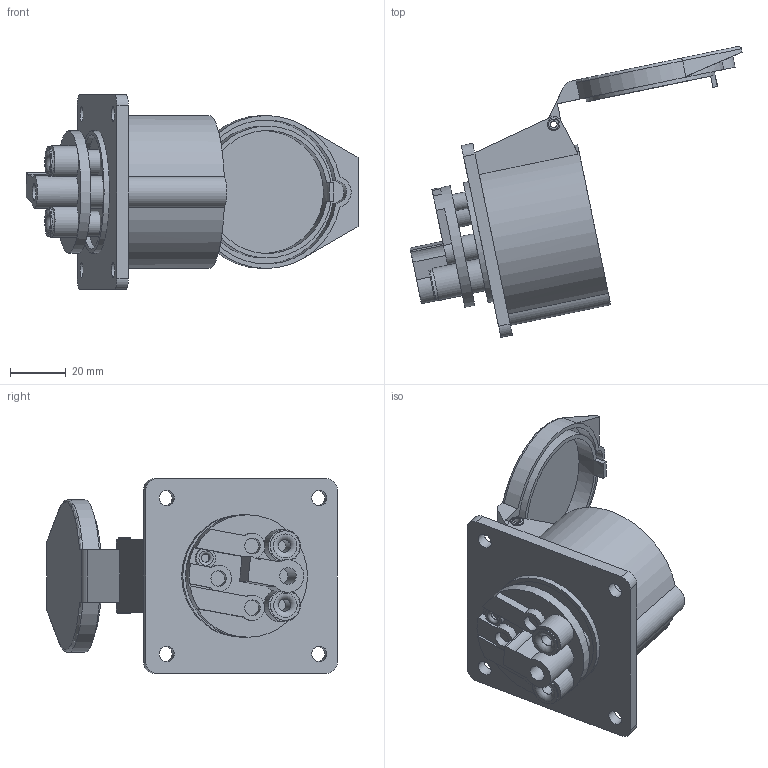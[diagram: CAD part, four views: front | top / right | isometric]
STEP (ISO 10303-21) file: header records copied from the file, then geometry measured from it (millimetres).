
FILE_DESCRIPTION(/* description */ (''),/* implementation_level */ '2;1');
FILE_NAME(/* name */ 'FNP2-314.stp',/* time_stamp */ '2025-03-01T15:34:08+08:00',/* author */ (''),/* organization */ (''),/* preprocessor_version */ 'ST-DEVELOPER v16',/* originating_system */ 'SIEMENS PLM Software NX 10.0',/* authorisation */ '');
FILE_SCHEMA (('AUTOMOTIVE_DESIGN { 1 0 10303 214 3 1 1 1 }'));
Length unit declared in the file: millimetre
Products named in the file (1): Admi8A2CA84Bfnao
Bounding box: 119.34 x 104.51 x 70 mm (x, y, z)
Volume: 102313.7 mm3; surface area: 54628.3 mm2
Topology: 15 solids, 15 shells, 192 faces, 428 edges, 284 vertices
Faces by surface type: plane 98, cylinder 76, cone 11, torus 7
Full cylindrical faces by diameter (mm): 2.443 x1, 3 x1, 3.5 x2, 3.7 x1, 4.4 x2, 4.5 x1, 4.7 x1, 5.5 x4, 5.7 x3, 5.954 x1, 6 x1, 6.3 x6, 7.8 x1, 8.4 x2, 9 x3, 11.7 x1, 11.8 x3, 40 x1, 41.011 x1, 44 x2, 44.2 x1, 47.4 x1
Entity records: 5184 total; most frequent: DIRECTION 910, CARTESIAN_POINT 860, ORIENTED_EDGE 694, AXIS2_PLACEMENT_3D 374, EDGE_CURVE 347, EDGE_LOOP 286, VERTEX_POINT 263, ADVANCED_FACE 192
